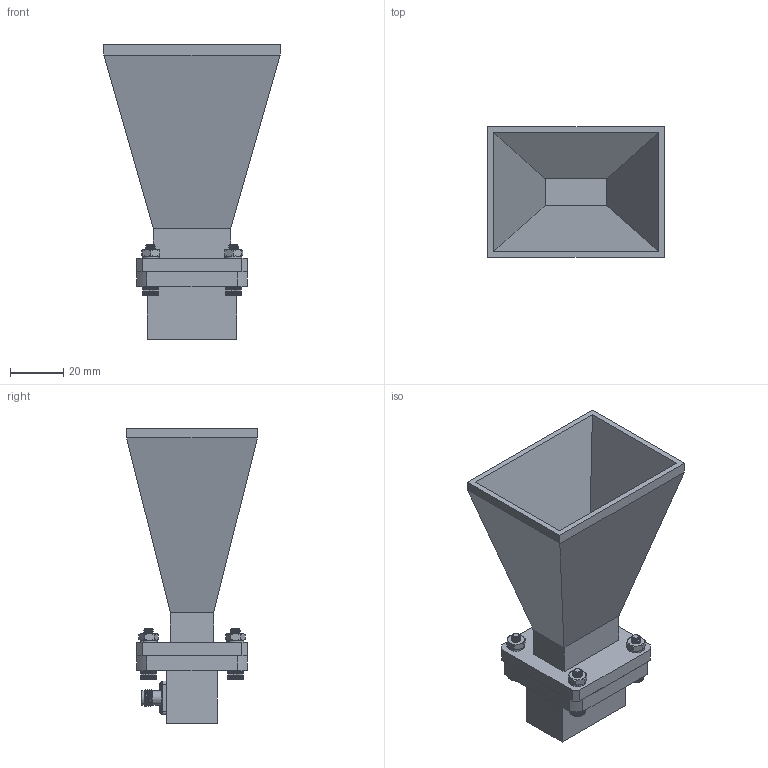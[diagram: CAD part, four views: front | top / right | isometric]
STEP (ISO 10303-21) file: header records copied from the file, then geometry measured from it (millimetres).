
FILE_DESCRIPTION (( 'STEP AP214' ), '1' );
FILE_NAME ('PEWAN090-15SF_3D.STEP', '2021-11-15T23:19:15', ( '' ), ( '' ), 'SwSTEP 2.0', 'SolidWorks 2021', '' );
FILE_SCHEMA (( 'AUTOMOTIVE_DESIGN' ));
Length unit declared in the file: inch
Products named in the file (6): 6-32SH-HXx.625_92196A150; PEWAN090-15SF_3D; PEWCA1025; 6-32HN-NARROW_90730A007; PEWAN090-15; 6-LW
Assembly tree (14 placements, depth 2):
  PEWAN090-15SF_3D
    6-32HN-NARROW_90730A007  x4
    6-32SH-HXx.625_92196A150  x4
    6-LW  x4
    PEWCA1025
    PEWAN090-15
Bounding box: 66.19 x 48.76 x 110.41 mm (x, y, z)
Volume: 63204.3 mm3; surface area: 38685.2 mm2
Topology: 14 solids, 19 shells, 1162 faces, 2705 edges, 1609 vertices
Faces by surface type: plane 709, cone 349, cylinder 60, bspline 43, torus 1
Full cylindrical faces by diameter (mm): 1.016 x1, 1.27 x1, 2.578 x4, 3.454 x4, 4.293 x4, 4.3 x4, 4.521 x1, 5.08 x1, 5.334 x2
Entity records: 24690 total; most frequent: CARTESIAN_POINT 12696, ORIENTED_EDGE 2138, DIRECTION 1724, EDGE_CURVE 1069, VERTEX_POINT 683, AXIS2_PLACEMENT_3D 653, EDGE_LOOP 544, FACE_OUTER_BOUND 487
